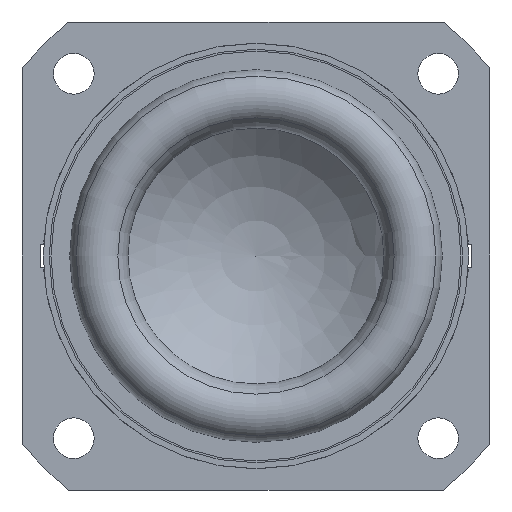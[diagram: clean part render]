
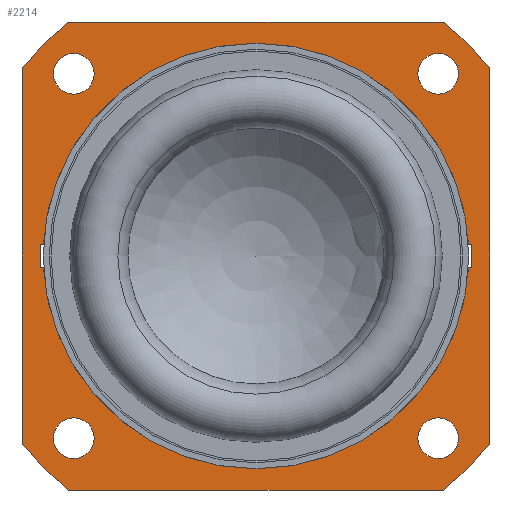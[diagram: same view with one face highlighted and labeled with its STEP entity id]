
A CAD part, front view. The second image highlights one B-rep face of the part: STEP entity #2214.
In plain terms, the highlighted planar face has unit normal (0, -1, 0).
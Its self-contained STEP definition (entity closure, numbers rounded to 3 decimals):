
#124=FACE_BOUND('',#327,.T.);
#125=FACE_BOUND('',#328,.T.);
#126=FACE_BOUND('',#329,.T.);
#127=FACE_BOUND('',#330,.T.);
#128=FACE_BOUND('',#331,.T.);
#193=FACE_OUTER_BOUND('',#326,.T.);
#326=EDGE_LOOP('',(#1497,#1498,#1499,#1500,#1501,#1502,#1503,#1504));
#327=EDGE_LOOP('',(#1505));
#328=EDGE_LOOP('',(#1506));
#329=EDGE_LOOP('',(#1507));
#330=EDGE_LOOP('',(#1508));
#331=EDGE_LOOP('',(#1509,#1510,#1511,#1512,#1513,#1514,#1515,#1516));
#528=LINE('',#3289,#720);
#529=LINE('',#3293,#721);
#530=LINE('',#3297,#722);
#531=LINE('',#3300,#723);
#532=LINE('',#3311,#724);
#533=LINE('',#3315,#725);
#534=LINE('',#3317,#726);
#535=LINE('',#3319,#727);
#536=LINE('',#3323,#728);
#537=LINE('',#3324,#729);
#720=VECTOR('',#2607,31.24);
#721=VECTOR('',#2610,31.24);
#722=VECTOR('',#2613,31.239);
#723=VECTOR('',#2616,31.247);
#724=VECTOR('',#2625,0.278);
#725=VECTOR('',#2628,0.278);
#726=VECTOR('',#2629,2.);
#727=VECTOR('',#2630,0.278);
#728=VECTOR('',#2633,0.278);
#729=VECTOR('',#2634,2.);
#912=CIRCLE('',#2358,25.);
#913=CIRCLE('',#2359,25.);
#914=CIRCLE('',#2360,25.);
#915=CIRCLE('',#2361,25.);
#916=CIRCLE('',#2362,1.7);
#917=CIRCLE('',#2363,1.7);
#918=CIRCLE('',#2364,1.7);
#919=CIRCLE('',#2365,1.7);
#920=CIRCLE('',#2366,17.75);
#921=CIRCLE('',#2367,17.75);
#1005=VERTEX_POINT('',#3285);
#1006=VERTEX_POINT('',#3286);
#1007=VERTEX_POINT('',#3288);
#1008=VERTEX_POINT('',#3290);
#1009=VERTEX_POINT('',#3292);
#1010=VERTEX_POINT('',#3294);
#1011=VERTEX_POINT('',#3296);
#1012=VERTEX_POINT('',#3298);
#1013=VERTEX_POINT('',#3301);
#1014=VERTEX_POINT('',#3303);
#1015=VERTEX_POINT('',#3305);
#1016=VERTEX_POINT('',#3307);
#1017=VERTEX_POINT('',#3309);
#1018=VERTEX_POINT('',#3310);
#1019=VERTEX_POINT('',#3312);
#1020=VERTEX_POINT('',#3314);
#1021=VERTEX_POINT('',#3316);
#1022=VERTEX_POINT('',#3318);
#1023=VERTEX_POINT('',#3320);
#1024=VERTEX_POINT('',#3322);
#1212=EDGE_CURVE('',#1005,#1006,#912,.T.);
#1213=EDGE_CURVE('',#1005,#1007,#528,.T.);
#1214=EDGE_CURVE('',#1008,#1007,#913,.T.);
#1215=EDGE_CURVE('',#1008,#1009,#529,.T.);
#1216=EDGE_CURVE('',#1010,#1009,#914,.T.);
#1217=EDGE_CURVE('',#1010,#1011,#530,.T.);
#1218=EDGE_CURVE('',#1012,#1011,#915,.T.);
#1219=EDGE_CURVE('',#1012,#1006,#531,.T.);
#1220=EDGE_CURVE('',#1013,#1013,#916,.T.);
#1221=EDGE_CURVE('',#1014,#1014,#917,.T.);
#1222=EDGE_CURVE('',#1015,#1015,#918,.T.);
#1223=EDGE_CURVE('',#1016,#1016,#919,.T.);
#1224=EDGE_CURVE('',#1017,#1018,#532,.T.);
#1225=EDGE_CURVE('',#1019,#1017,#920,.T.);
#1226=EDGE_CURVE('',#1020,#1019,#533,.T.);
#1227=EDGE_CURVE('',#1021,#1020,#534,.T.);
#1228=EDGE_CURVE('',#1022,#1021,#535,.T.);
#1229=EDGE_CURVE('',#1023,#1022,#921,.T.);
#1230=EDGE_CURVE('',#1024,#1023,#536,.T.);
#1231=EDGE_CURVE('',#1018,#1024,#537,.T.);
#1497=ORIENTED_EDGE('',*,*,#1212,.F.);
#1498=ORIENTED_EDGE('',*,*,#1213,.T.);
#1499=ORIENTED_EDGE('',*,*,#1214,.F.);
#1500=ORIENTED_EDGE('',*,*,#1215,.T.);
#1501=ORIENTED_EDGE('',*,*,#1216,.F.);
#1502=ORIENTED_EDGE('',*,*,#1217,.T.);
#1503=ORIENTED_EDGE('',*,*,#1218,.F.);
#1504=ORIENTED_EDGE('',*,*,#1219,.T.);
#1505=ORIENTED_EDGE('',*,*,#1220,.F.);
#1506=ORIENTED_EDGE('',*,*,#1221,.F.);
#1507=ORIENTED_EDGE('',*,*,#1222,.F.);
#1508=ORIENTED_EDGE('',*,*,#1223,.F.);
#1509=ORIENTED_EDGE('',*,*,#1224,.F.);
#1510=ORIENTED_EDGE('',*,*,#1225,.F.);
#1511=ORIENTED_EDGE('',*,*,#1226,.F.);
#1512=ORIENTED_EDGE('',*,*,#1227,.F.);
#1513=ORIENTED_EDGE('',*,*,#1228,.F.);
#1514=ORIENTED_EDGE('',*,*,#1229,.F.);
#1515=ORIENTED_EDGE('',*,*,#1230,.F.);
#1516=ORIENTED_EDGE('',*,*,#1231,.F.);
#2067=PLANE('',#2357);
#2214=ADVANCED_FACE('',(#193,#124,#125,#126,#127,#128),#2067,.F.);
#2357=AXIS2_PLACEMENT_3D('',#3284,#2603,#2604);
#2358=AXIS2_PLACEMENT_3D('',#3287,#2605,#2606);
#2359=AXIS2_PLACEMENT_3D('',#3291,#2608,#2609);
#2360=AXIS2_PLACEMENT_3D('',#3295,#2611,#2612);
#2361=AXIS2_PLACEMENT_3D('',#3299,#2614,#2615);
#2362=AXIS2_PLACEMENT_3D('',#3302,#2617,#2618);
#2363=AXIS2_PLACEMENT_3D('',#3304,#2619,#2620);
#2364=AXIS2_PLACEMENT_3D('',#3306,#2621,#2622);
#2365=AXIS2_PLACEMENT_3D('',#3308,#2623,#2624);
#2366=AXIS2_PLACEMENT_3D('',#3313,#2626,#2627);
#2367=AXIS2_PLACEMENT_3D('',#3321,#2631,#2632);
#2603=DIRECTION('center_axis',(0.,1.,0.));
#2604=DIRECTION('ref_axis',(1.,0.,0.));
#2605=DIRECTION('center_axis',(0.,1.,0.));
#2606=DIRECTION('ref_axis',(-0.625,0.,-0.781));
#2607=DIRECTION('',(1.,0.,0.));
#2608=DIRECTION('center_axis',(0.,1.,0.));
#2609=DIRECTION('ref_axis',(0.781,0.,-0.625));
#2610=DIRECTION('',(0.,0.,1.));
#2611=DIRECTION('center_axis',(0.,1.,0.));
#2612=DIRECTION('ref_axis',(0.625,0.,0.781));
#2613=DIRECTION('',(-1.,0.,0.));
#2614=DIRECTION('center_axis',(0.,1.,0.));
#2615=DIRECTION('ref_axis',(-0.781,0.,0.625));
#2616=DIRECTION('',(0.,0.,-1.));
#2617=DIRECTION('center_axis',(0.,-1.,0.));
#2618=DIRECTION('ref_axis',(1.,0.,0.));
#2619=DIRECTION('center_axis',(0.,-1.,0.));
#2620=DIRECTION('ref_axis',(1.,0.,0.));
#2621=DIRECTION('center_axis',(0.,-1.,0.));
#2622=DIRECTION('ref_axis',(1.,0.,0.));
#2623=DIRECTION('center_axis',(0.,-1.,0.));
#2624=DIRECTION('ref_axis',(1.,0.,0.));
#2625=DIRECTION('',(-1.,0.,0.));
#2626=DIRECTION('center_axis',(0.,-1.,0.));
#2627=DIRECTION('ref_axis',(0.998,0.,0.056));
#2628=DIRECTION('',(-1.,0.,0.));
#2629=DIRECTION('',(0.,0.,1.));
#2630=DIRECTION('',(1.,0.,0.));
#2631=DIRECTION('center_axis',(0.,-1.,0.));
#2632=DIRECTION('ref_axis',(-0.998,0.,-0.056));
#2633=DIRECTION('',(1.,0.,0.));
#2634=DIRECTION('',(0.,0.,-1.));
#3284=CARTESIAN_POINT('Origin',(0.,0.,0.));
#3285=CARTESIAN_POINT('',(-15.62,0.,-19.52));
#3286=CARTESIAN_POINT('',(-19.517,0.,-15.623));
#3287=CARTESIAN_POINT('Origin',(0.,0.,0.));
#3288=CARTESIAN_POINT('',(15.62,0.,-19.52));
#3289=CARTESIAN_POINT('',(-15.62,0.,-19.52));
#3290=CARTESIAN_POINT('',(19.52,0.,-15.62));
#3291=CARTESIAN_POINT('Origin',(0.,0.,0.));
#3292=CARTESIAN_POINT('',(19.52,0.,15.62));
#3293=CARTESIAN_POINT('',(19.52,0.,-15.62));
#3294=CARTESIAN_POINT('',(15.62,0.,19.52));
#3295=CARTESIAN_POINT('Origin',(0.,0.,0.));
#3296=CARTESIAN_POINT('',(-15.62,0.,19.52));
#3297=CARTESIAN_POINT('',(15.62,0.,19.52));
#3298=CARTESIAN_POINT('',(-19.517,0.,15.623));
#3299=CARTESIAN_POINT('Origin',(0.,0.,0.));
#3300=CARTESIAN_POINT('',(-19.517,0.,15.623));
#3301=CARTESIAN_POINT('',(-13.503,0.,15.203));
#3302=CARTESIAN_POINT('Origin',(-15.203,0.,15.203));
#3303=CARTESIAN_POINT('',(16.903,0.,15.203));
#3304=CARTESIAN_POINT('Origin',(15.203,0.,15.203));
#3305=CARTESIAN_POINT('',(16.903,0.,-15.203));
#3306=CARTESIAN_POINT('Origin',(15.203,0.,-15.203));
#3307=CARTESIAN_POINT('',(-13.503,0.,-15.203));
#3308=CARTESIAN_POINT('Origin',(-15.203,0.,-15.203));
#3309=CARTESIAN_POINT('',(-17.722,0.,1.));
#3310=CARTESIAN_POINT('',(-18.,0.,1.));
#3311=CARTESIAN_POINT('',(-17.722,0.,1.));
#3312=CARTESIAN_POINT('',(17.722,0.,1.));
#3313=CARTESIAN_POINT('Origin',(0.,0.,0.));
#3314=CARTESIAN_POINT('',(18.,0.,1.));
#3315=CARTESIAN_POINT('',(18.,0.,1.));
#3316=CARTESIAN_POINT('',(18.,0.,-1.));
#3317=CARTESIAN_POINT('',(18.,0.,-1.));
#3318=CARTESIAN_POINT('',(17.722,0.,-1.));
#3319=CARTESIAN_POINT('',(17.722,0.,-1.));
#3320=CARTESIAN_POINT('',(-17.722,0.,-1.));
#3321=CARTESIAN_POINT('Origin',(0.,0.,0.));
#3322=CARTESIAN_POINT('',(-18.,0.,-1.));
#3323=CARTESIAN_POINT('',(-18.,0.,-1.));
#3324=CARTESIAN_POINT('',(-18.,0.,1.));
